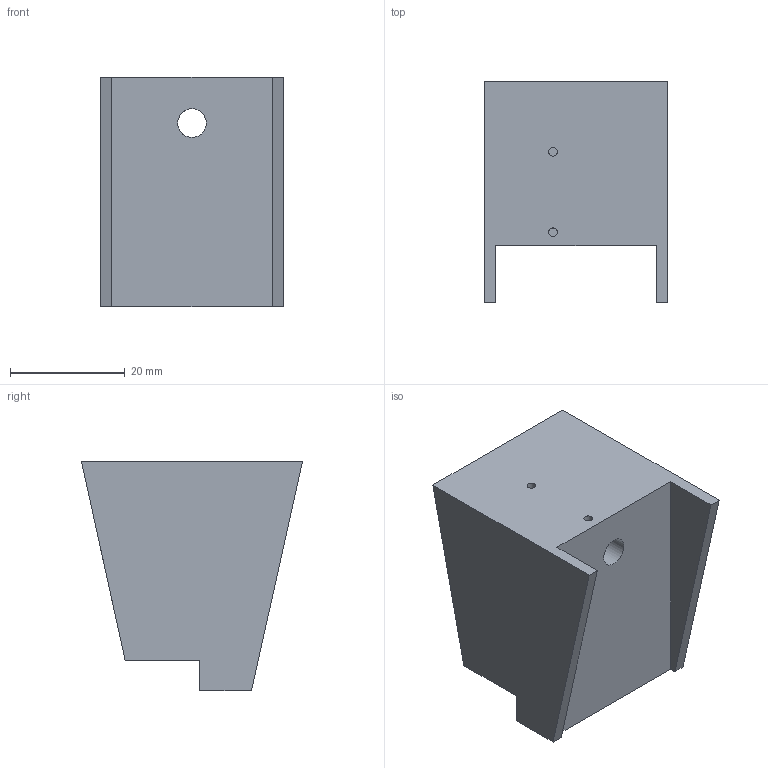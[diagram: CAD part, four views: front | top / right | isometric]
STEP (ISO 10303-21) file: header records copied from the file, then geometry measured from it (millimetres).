
FILE_DESCRIPTION(/* description */ (''),/* implementation_level */ '2;1');
FILE_NAME(/* name */ 'Under Camera 2 v7.stp',/* time_stamp */ '2020-12-05T17:54:54+01:00',/* author */ (''),/* organization */ (''),/* preprocessor_version */ 'ST-DEVELOPER v18.1',/* originating_system */ 'Autodesk Translation Framework v9.3.0.1241',/* authorisation */ '');
FILE_SCHEMA (('AUTOMOTIVE_DESIGN { 1 0 10303 214 3 1 1 }'));
Length unit declared in the file: millimetre
Products named in the file (2): Under Camera 2; Under Cam
Assembly tree (1 placements, depth 2):
  Under Camera 2
    Under Cam
Bounding box: 32 x 38.5 x 40 mm (x, y, z)
Volume: 14748.9 mm3; surface area: 7380.5 mm2
Topology: 1 solids, 1 shells, 21 faces, 51 edges, 34 vertices
Faces by surface type: plane 17, cylinder 4
Full cylindrical faces by diameter (mm): 1.5 x2, 5 x1
Entity records: 677 total; most frequent: CARTESIAN_POINT 109, DIRECTION 107, ORIENTED_EDGE 102, EDGE_CURVE 51, LINE 43, VECTOR 43, VERTEX_POINT 34, AXIS2_PLACEMENT_3D 32
